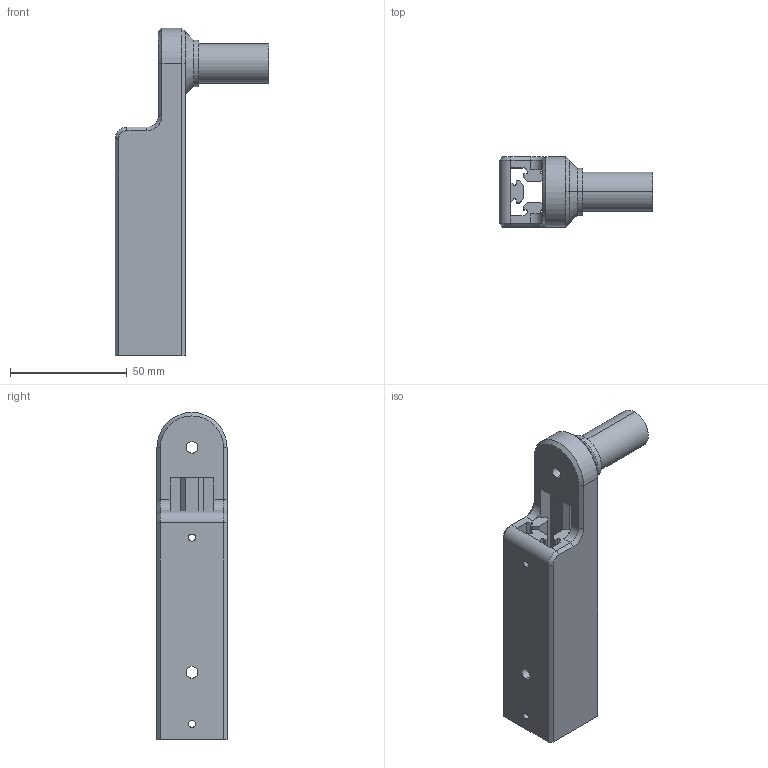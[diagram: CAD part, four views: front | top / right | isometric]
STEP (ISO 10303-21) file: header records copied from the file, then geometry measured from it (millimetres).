
FILE_DESCRIPTION (( 'STEP AP214' ), '1' );
FILE_NAME ('toparm_reciever.STEP', '2025-02-06T22:54:08', ( '' ), ( '' ), 'SwSTEP 2.0', 'SolidWorks 2023', '' );
FILE_SCHEMA (( 'AUTOMOTIVE_DESIGN' ));
Length unit declared in the file: millimetre
Products named in the file (1): toparm_reciever
Bounding box: 65.71 x 30 x 140 mm (x, y, z)
Volume: 82190.1 mm3; surface area: 33042.6 mm2
Topology: 1 solids, 1 shells, 107 faces, 296 edges, 191 vertices
Faces by surface type: plane 66, cylinder 32, cone 9
Entity records: 3449 total; most frequent: CARTESIAN_POINT 601, ORIENTED_EDGE 592, DIRECTION 586, EDGE_CURVE 296, LINE 218, VECTOR 218, VERTEX_POINT 191, AXIS2_PLACEMENT_3D 184
